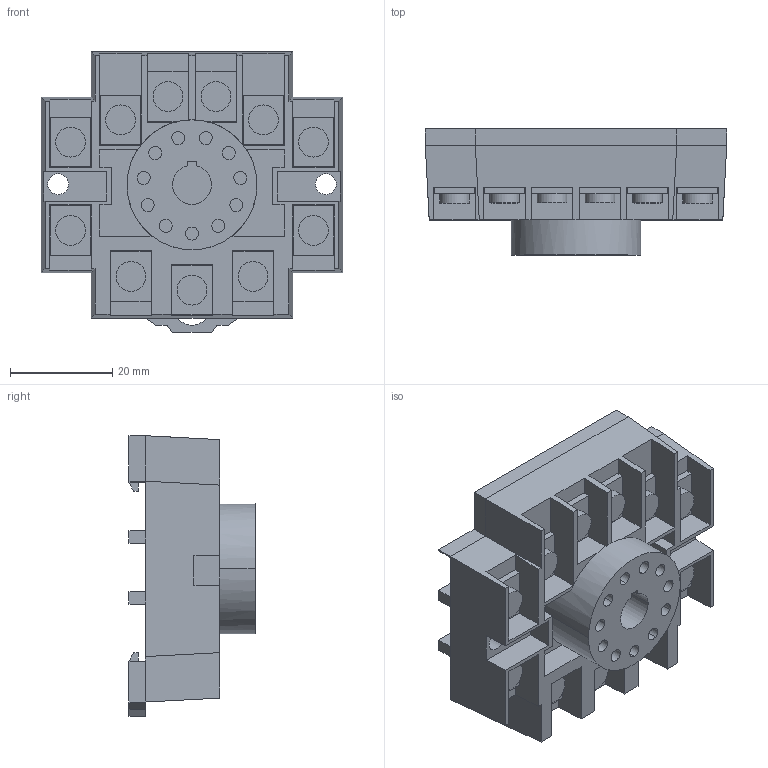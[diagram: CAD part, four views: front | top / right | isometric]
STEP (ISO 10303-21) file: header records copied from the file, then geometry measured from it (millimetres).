
FILE_DESCRIPTION(('starvars output'),'2;1');
FILE_NAME('cv20190909164703000021341.stp','16:47:04 2019/09/09',( 'Thomas Industrial Network Germany GmbH'),( 'Thomas Industrial Network Germany GmbH'),'unknown preprocess','ACIS' ,'unknown authorization');
FILE_SCHEMA(('AUTOMOTIVE_DESIGN_CC2 {UNKNOWN IMPLEMENTATION LEVEL}'));
Length unit declared in the file: millimetre
Products named in the file (1): PRODUCT_ID_4
Bounding box: 58.93 x 24.64 x 54.86 mm (x, y, z)
Volume: 35565.7 mm3; surface area: 16236.1 mm2
Topology: 1 solids, 1 shells, 273 faces, 678 edges, 440 vertices
Faces by surface type: plane 219, cylinder 54
Entity records: 9471 total; most frequent: ORIENTED_EDGE 1356, CARTESIAN_POINT 1217, DIRECTION 1054, EDGE_CURVE 678, VECTOR 500, LINE 500, VERTEX_POINT 440, EDGE_LOOP 312
